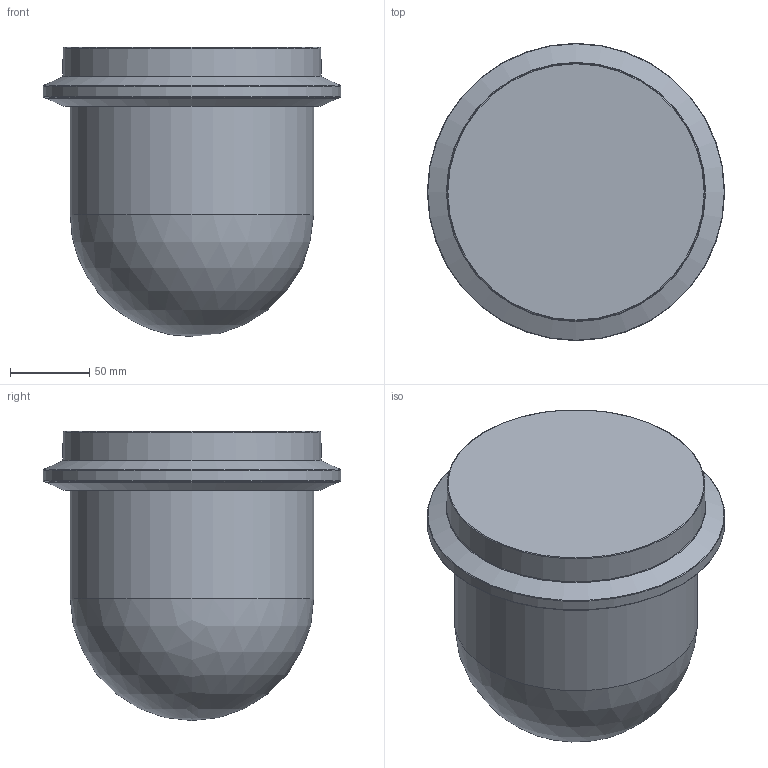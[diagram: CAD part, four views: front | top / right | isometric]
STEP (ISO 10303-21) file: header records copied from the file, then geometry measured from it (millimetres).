
FILE_DESCRIPTION(/* description */ ('This is a sample STEP configuration'),/* implementation_level */ '2;1');
FILE_NAME(/* name */ '737-2000xxxx SIMPLE.ipt_Rev_00.1.stp',/* time_stamp */ '2023-04-28T10:07:47+02:00',/* author */ ('powerJobs'),/* organization */ ('coolOrange'),/* preprocessor_version */ 'ST-DEVELOPER v19.2',/* originating_system */ 'Autodesk Inventor 2023',/* authorisation */ '');
FILE_SCHEMA (('AUTOMOTIVE_DESIGN { 1 0 10303 214 3 1 1 }'));
Length unit declared in the file: millimetre
Products named in the file (1): ENG000025802
Bounding box: 188.06 x 188.06 x 182.84 mm (x, y, z)
Volume: 3100391.3 mm3; surface area: 122190.1 mm2
Topology: 1 solids, 1 shells, 16 faces, 40 edges, 26 vertices
Faces by surface type: cone 6, torus 6, plane 2, cylinder 1, sphere 1
Full cylindrical faces by diameter (mm): 154 x1
Entity records: 538 total; most frequent: DIRECTION 105, CARTESIAN_POINT 82, ORIENTED_EDGE 78, AXIS2_PLACEMENT_3D 49, EDGE_CURVE 39, CIRCLE 32, VERTEX_POINT 26, EDGE_LOOP 17
